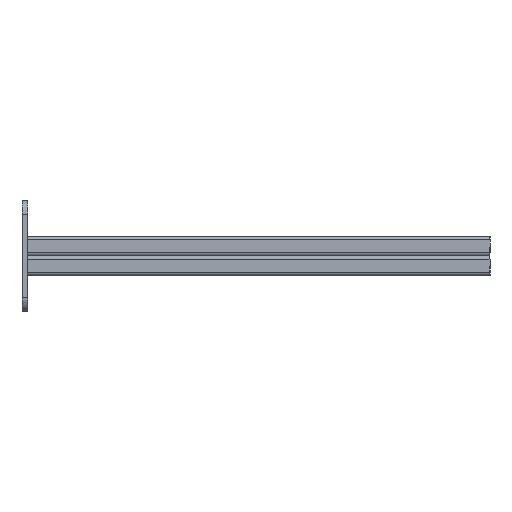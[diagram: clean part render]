
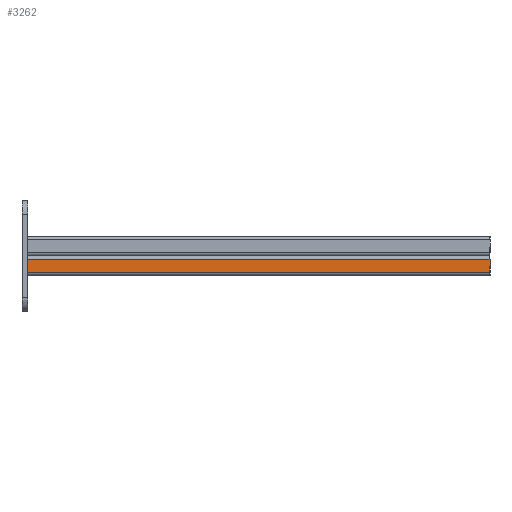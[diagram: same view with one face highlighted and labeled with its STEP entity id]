
A CAD part, left-side view. The second image highlights one B-rep face of the part: STEP entity #3262.
In plain terms, the highlighted planar face has unit normal (-1, 0, 0).
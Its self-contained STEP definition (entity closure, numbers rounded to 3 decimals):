
#21 = CARTESIAN_POINT ( 'NONE',  ( -20.5, 250., -21. ) ) ;
#27 = DIRECTION ( 'NONE',  ( 0., 0., 1. ) ) ;
#378 = DIRECTION ( 'NONE',  ( 0., 1., 0. ) ) ;
#499 = CARTESIAN_POINT ( 'NONE',  ( -20.5, -1500., -17.5 ) ) ;
#546 = CARTESIAN_POINT ( 'NONE',  ( -20.5, -1500., -3.5 ) ) ;
#558 = DIRECTION ( 'NONE',  ( 0., 1., 0. ) ) ;
#560 = CARTESIAN_POINT ( 'NONE',  ( -20.5, -250., -21. ) ) ;
#625 = DIRECTION ( 'NONE',  ( 0., 0., -1. ) ) ;
#662 = CARTESIAN_POINT ( 'NONE',  ( -20.5, -250., -17.5 ) ) ;
#1226 = VECTOR ( 'NONE', #27, 1000. ) ;
#1229 = LINE ( 'NONE', #21, #1226 ) ;
#1333 = VECTOR ( 'NONE', #558, 1000. ) ;
#1339 = LINE ( 'NONE', #499, #1333 ) ;
#1432 = DIRECTION ( 'NONE',  ( 0., 0., 1. ) ) ;
#1433 = PLANE ( 'NONE',  #2173 ) ;
#1434 = DIRECTION ( 'NONE',  ( -1., 0., 0. ) ) ;
#1435 = CARTESIAN_POINT ( 'NONE',  ( -20.5, -1500., -17.5 ) ) ;
#1987 = CARTESIAN_POINT ( 'NONE',  ( -20.5, -250., -3.5 ) ) ;
#2018 = CARTESIAN_POINT ( 'NONE',  ( -20.5, 250., -17.5 ) ) ;
#2057 = CARTESIAN_POINT ( 'NONE',  ( -20.5, 250., -3.5 ) ) ;
#2173 = AXIS2_PLACEMENT_3D ( 'NONE', #1435, #1434, #1432 ) ;
#2222 = VECTOR ( 'NONE', #378, 1000. ) ;
#2226 = LINE ( 'NONE', #546, #2222 ) ;
#2228 = VECTOR ( 'NONE', #625, 1000. ) ;
#2231 = LINE ( 'NONE', #560, #2228 ) ;
#2470 = EDGE_CURVE ( 'NONE', #4228, #4310, #1339, .T. ) ;
#2488 = EDGE_CURVE ( 'NONE', #4279, #4228, #2231, .T. ) ;
#2492 = EDGE_CURVE ( 'NONE', #4279, #4352, #2226, .T. ) ;
#2622 = EDGE_CURVE ( 'NONE', #4310, #4352, #1229, .T. ) ;
#3262 = ADVANCED_FACE ( 'NONE', ( #4167 ), #1433, .T. ) ;
#3755 = EDGE_LOOP ( 'NONE', ( #3922, #3924, #3925, #3926 ) ) ;
#3922 = ORIENTED_EDGE ( 'NONE', *, *, #2492, .T. ) ;
#3924 = ORIENTED_EDGE ( 'NONE', *, *, #2622, .F. ) ;
#3925 = ORIENTED_EDGE ( 'NONE', *, *, #2470, .F. ) ;
#3926 = ORIENTED_EDGE ( 'NONE', *, *, #2488, .F. ) ;
#4167 = FACE_OUTER_BOUND ( 'NONE', #3755, .T. ) ;
#4228 = VERTEX_POINT ( 'NONE', #662 ) ;
#4279 = VERTEX_POINT ( 'NONE', #1987 ) ;
#4310 = VERTEX_POINT ( 'NONE', #2018 ) ;
#4352 = VERTEX_POINT ( 'NONE', #2057 ) ;
